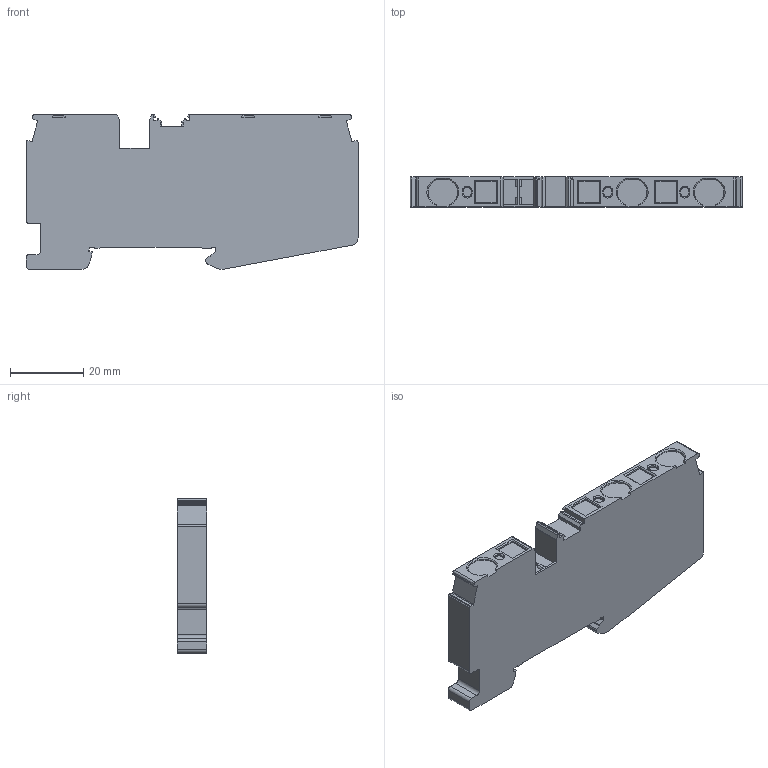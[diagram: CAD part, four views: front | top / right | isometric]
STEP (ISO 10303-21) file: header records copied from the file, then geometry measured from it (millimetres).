
FILE_DESCRIPTION( ( 'STEP AP214' ), '1' );
FILE_NAME( 'DST6-3-PE-D.stp', '2022-12-19T06:36:49', ( ' ' ), ( ' ' ), 'XStep 1.0', ' ', ' ' );
FILE_SCHEMA( ( 'CONFIG_CONTROL_DESIGN) ( )' ) );
Length unit declared in the file: metre
Products named in the file (1): DST6-3-D-PE
Bounding box: 90.5 x 8.15 x 42.1 mm (x, y, z)
Volume: 26845.5 mm3; surface area: 9242.2 mm2
Topology: 1 solids, 2 shells, 218 faces, 595 edges, 386 vertices
Faces by surface type: plane 144, cylinder 62, cone 12
Entity records: 8196 total; most frequent: CARTESIAN_POINT 1219, ORIENTED_EDGE 1192, DIRECTION 1166, EDGE_CURVE 596, LINE 452, VECTOR 452, VERTEX_POINT 386, AXIS2_PLACEMENT_3D 357
